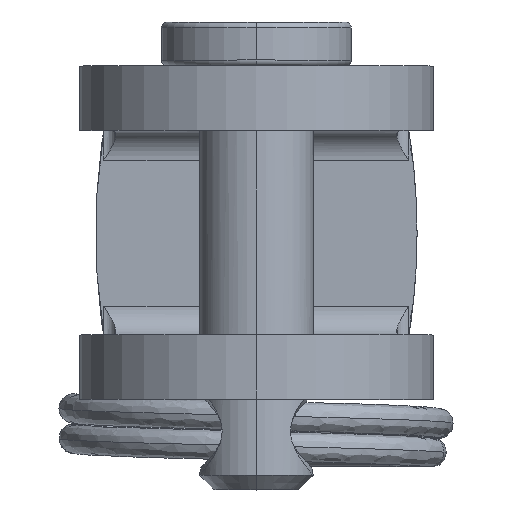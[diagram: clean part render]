
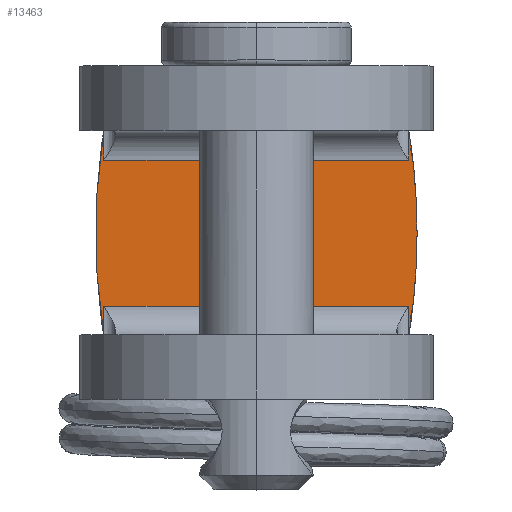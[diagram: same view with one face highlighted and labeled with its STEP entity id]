
A CAD part, top view. The second image highlights one B-rep face of the part: STEP entity #13463.
In plain terms, the highlighted planar face has unit normal (0, 0, 1).
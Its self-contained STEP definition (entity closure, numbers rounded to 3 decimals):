
#325 = DIRECTION ( 'NONE',  ( 0., -1., 0. ) ) ;
#449 = DIRECTION ( 'NONE',  ( 0., 0., -1. ) ) ;
#789 = EDGE_LOOP ( 'NONE', ( #3429, #8850, #9237, #18169, #7555, #18635, #17749, #4063, #16454 ) ) ;
#1453 = DIRECTION ( 'NONE',  ( 0., 0., -1. ) ) ;
#1735 = AXIS2_PLACEMENT_3D ( 'NONE', #6773, #5230, #2409 ) ;
#2057 = CARTESIAN_POINT ( 'NONE',  ( 16.535, 0., 0. ) ) ;
#2081 = CARTESIAN_POINT ( 'NONE',  ( 5.213, 3.547, 0. ) ) ;
#2175 = EDGE_CURVE ( 'NONE', #14503, #8770, #5949, .T. ) ;
#2409 = DIRECTION ( 'NONE',  ( -1., 0., 0. ) ) ;
#2782 = AXIS2_PLACEMENT_3D ( 'NONE', #13152, #1453, #6108 ) ;
#3136 = DIRECTION ( 'NONE',  ( 0., -1., 0. ) ) ;
#3191 = VECTOR ( 'NONE', #9854, 1000. ) ;
#3429 = ORIENTED_EDGE ( 'NONE', *, *, #2175, .T. ) ;
#3598 = CARTESIAN_POINT ( 'NONE',  ( 5.213, -3.547, 0. ) ) ;
#3623 = VERTEX_POINT ( 'NONE', #17874 ) ;
#4063 = ORIENTED_EDGE ( 'NONE', *, *, #14500, .F. ) ;
#5136 = VECTOR ( 'NONE', #325, 1000. ) ;
#5230 = DIRECTION ( 'NONE',  ( 0., 0., -1. ) ) ;
#5596 = EDGE_CURVE ( 'NONE', #7441, #14503, #11583, .T. ) ;
#5653 = CARTESIAN_POINT ( 'NONE',  ( -5.213, 3.547, 0. ) ) ;
#5949 = LINE ( 'NONE', #8306, #3191 ) ;
#5997 = CARTESIAN_POINT ( 'NONE',  ( 5.213, 2.5, 0. ) ) ;
#6001 = VECTOR ( 'NONE', #15501, 1000. ) ;
#6108 = DIRECTION ( 'NONE',  ( -1., 0., 0. ) ) ;
#6260 = LINE ( 'NONE', #10698, #7902 ) ;
#6345 = DIRECTION ( 'NONE',  ( -1., 0., 0. ) ) ;
#6694 = CARTESIAN_POINT ( 'NONE',  ( 5.5, 0., 0. ) ) ;
#6773 = CARTESIAN_POINT ( 'NONE',  ( -16.535, 0., 0. ) ) ;
#6874 = EDGE_CURVE ( 'NONE', #3623, #11446, #17134, .T. ) ;
#7441 = VERTEX_POINT ( 'NONE', #16366 ) ;
#7444 = VERTEX_POINT ( 'NONE', #5997 ) ;
#7555 = ORIENTED_EDGE ( 'NONE', *, *, #11594, .T. ) ;
#7636 = VECTOR ( 'NONE', #14519, 1000. ) ;
#7793 = CARTESIAN_POINT ( 'NONE',  ( 5.213, 0., 0. ) ) ;
#7902 = VECTOR ( 'NONE', #3136, 1000. ) ;
#8306 = CARTESIAN_POINT ( 'NONE',  ( -16.535, -2.5, 0. ) ) ;
#8557 = EDGE_CURVE ( 'NONE', #10705, #18093, #13865, .T. ) ;
#8741 = CIRCLE ( 'NONE', #2782, 22.035 ) ;
#8770 = VERTEX_POINT ( 'NONE', #13077 ) ;
#8850 = ORIENTED_EDGE ( 'NONE', *, *, #8882, .T. ) ;
#8882 = EDGE_CURVE ( 'NONE', #8770, #18093, #10466, .T. ) ;
#9237 = ORIENTED_EDGE ( 'NONE', *, *, #8557, .F. ) ;
#9785 = VECTOR ( 'NONE', #11541, 1000. ) ;
#9854 = DIRECTION ( 'NONE',  ( 1., 0., 0. ) ) ;
#10466 = LINE ( 'NONE', #7793, #5136 ) ;
#10686 = VERTEX_POINT ( 'NONE', #2081 ) ;
#10698 = CARTESIAN_POINT ( 'NONE',  ( 5.213, 3.5, 0. ) ) ;
#10705 = VERTEX_POINT ( 'NONE', #6694 ) ;
#10769 = CARTESIAN_POINT ( 'NONE',  ( -16.535, 0., 0. ) ) ;
#10900 = PLANE ( 'NONE',  #14304 ) ;
#11361 = CIRCLE ( 'NONE', #13572, 22.035 ) ;
#11446 = VERTEX_POINT ( 'NONE', #5653 ) ;
#11541 = DIRECTION ( 'NONE',  ( 0., 1., 0. ) ) ;
#11583 = LINE ( 'NONE', #13070, #7636 ) ;
#11594 = EDGE_CURVE ( 'NONE', #10686, #7444, #6260, .T. ) ;
#12928 = CARTESIAN_POINT ( 'NONE',  ( -5.213, 5.7, 0. ) ) ;
#12933 = FACE_OUTER_BOUND ( 'NONE', #789, .T. ) ;
#13070 = CARTESIAN_POINT ( 'NONE',  ( -5.213, 0., 0. ) ) ;
#13077 = CARTESIAN_POINT ( 'NONE',  ( 5.213, -2.5, 0. ) ) ;
#13152 = CARTESIAN_POINT ( 'NONE',  ( -16.535, 0., 0. ) ) ;
#13463 = ADVANCED_FACE ( 'NONE', ( #12933 ), #10900, .F. ) ;
#13572 = AXIS2_PLACEMENT_3D ( 'NONE', #2057, #449, #16648 ) ;
#13800 = CARTESIAN_POINT ( 'NONE',  ( -5.213, -2.5, 0. ) ) ;
#13865 = CIRCLE ( 'NONE', #1735, 22.035 ) ;
#13935 = EDGE_CURVE ( 'NONE', #7444, #3623, #18447, .T. ) ;
#14304 = AXIS2_PLACEMENT_3D ( 'NONE', #10769, #15147, #6345 ) ;
#14500 = EDGE_CURVE ( 'NONE', #7441, #11446, #11361, .T. ) ;
#14503 = VERTEX_POINT ( 'NONE', #13800 ) ;
#14519 = DIRECTION ( 'NONE',  ( 0., 1., 0. ) ) ;
#15147 = DIRECTION ( 'NONE',  ( 0., 0., -1. ) ) ;
#15501 = DIRECTION ( 'NONE',  ( -1., 0., 0. ) ) ;
#16366 = CARTESIAN_POINT ( 'NONE',  ( -5.213, -3.547, 0. ) ) ;
#16454 = ORIENTED_EDGE ( 'NONE', *, *, #5596, .T. ) ;
#16648 = DIRECTION ( 'NONE',  ( 1., 0., 0. ) ) ;
#17134 = LINE ( 'NONE', #12928, #9785 ) ;
#17749 = ORIENTED_EDGE ( 'NONE', *, *, #6874, .T. ) ;
#17874 = CARTESIAN_POINT ( 'NONE',  ( -5.213, 2.5, 0. ) ) ;
#18093 = VERTEX_POINT ( 'NONE', #3598 ) ;
#18169 = ORIENTED_EDGE ( 'NONE', *, *, #18898, .F. ) ;
#18412 = CARTESIAN_POINT ( 'NONE',  ( -16.535, 2.5, 0. ) ) ;
#18447 = LINE ( 'NONE', #18412, #6001 ) ;
#18635 = ORIENTED_EDGE ( 'NONE', *, *, #13935, .T. ) ;
#18898 = EDGE_CURVE ( 'NONE', #10686, #10705, #8741, .T. ) ;
